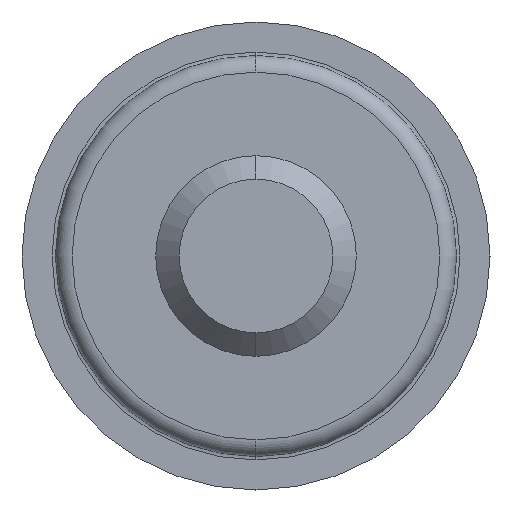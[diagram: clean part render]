
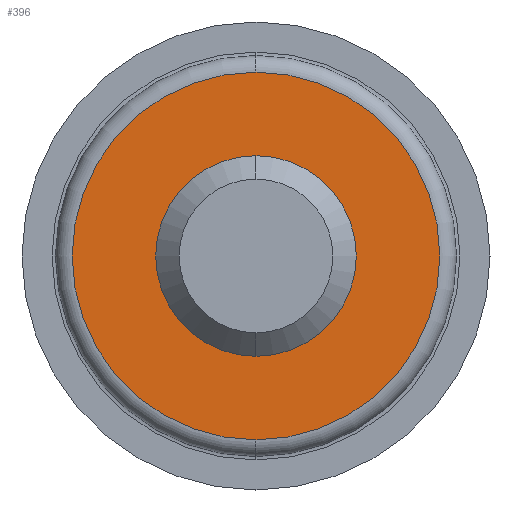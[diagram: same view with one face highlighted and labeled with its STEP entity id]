
A CAD part, left-side view. The second image highlights one B-rep face of the part: STEP entity #396.
In plain terms, the highlighted planar face has unit normal (-1, 0, 0).
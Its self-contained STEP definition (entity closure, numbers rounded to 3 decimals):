
#10 = AXIS2_PLACEMENT_3D ( 'NONE', #427, #902, #522 ) ;
#38 = VERTEX_POINT ( 'NONE', #909 ) ;
#91 = EDGE_LOOP ( 'NONE', ( #157, #992 ) ) ;
#92 = CARTESIAN_POINT ( 'NONE',  ( -12., 0., -2.7 ) ) ;
#100 = AXIS2_PLACEMENT_3D ( 'NONE', #444, #983, #526 ) ;
#153 = PLANE ( 'NONE',  #100 ) ;
#157 = ORIENTED_EDGE ( 'NONE', *, *, #657, .F. ) ;
#189 = DIRECTION ( 'NONE',  ( 0., 0., 1. ) ) ;
#195 = EDGE_CURVE ( 'NONE', #234, #1115, #295, .T. ) ;
#234 = VERTEX_POINT ( 'NONE', #415 ) ;
#246 = CARTESIAN_POINT ( 'NONE',  ( -12., 0., -5.5 ) ) ;
#295 = CIRCLE ( 'NONE', #717, 5.5 ) ;
#301 = CIRCLE ( 'NONE', #10, 2.7 ) ;
#327 = EDGE_LOOP ( 'NONE', ( #817, #1075 ) ) ;
#352 = FACE_OUTER_BOUND ( 'NONE', #327, .T. ) ;
#357 = DIRECTION ( 'NONE',  ( 0., 0., 1. ) ) ;
#381 = EDGE_CURVE ( 'NONE', #519, #38, #301, .T. ) ;
#387 = DIRECTION ( 'NONE',  ( 0., 0., 1. ) ) ;
#396 = ADVANCED_FACE ( 'NONE', ( #1138, #352 ), #153, .F. ) ;
#415 = CARTESIAN_POINT ( 'NONE',  ( -12., 0., 5.5 ) ) ;
#427 = CARTESIAN_POINT ( 'NONE',  ( -12., 0., 0. ) ) ;
#432 = CIRCLE ( 'NONE', #1029, 2.7 ) ;
#444 = CARTESIAN_POINT ( 'NONE',  ( -12., 5.5, 0. ) ) ;
#519 = VERTEX_POINT ( 'NONE', #92 ) ;
#522 = DIRECTION ( 'NONE',  ( 0., 0., 1. ) ) ;
#526 = DIRECTION ( 'NONE',  ( 0., 0., -1. ) ) ;
#575 = CARTESIAN_POINT ( 'NONE',  ( -12., 0., 0. ) ) ;
#657 = EDGE_CURVE ( 'NONE', #38, #519, #432, .T. ) ;
#665 = DIRECTION ( 'NONE',  ( -1., 0., 0. ) ) ;
#681 = CARTESIAN_POINT ( 'NONE',  ( -12., 0., 0. ) ) ;
#717 = AXIS2_PLACEMENT_3D ( 'NONE', #575, #1042, #189 ) ;
#738 = DIRECTION ( 'NONE',  ( -1., 0., 0. ) ) ;
#817 = ORIENTED_EDGE ( 'NONE', *, *, #195, .T. ) ;
#902 = DIRECTION ( 'NONE',  ( -1., 0., 0. ) ) ;
#909 = CARTESIAN_POINT ( 'NONE',  ( -12., 0., 2.7 ) ) ;
#947 = CIRCLE ( 'NONE', #1021, 5.5 ) ;
#983 = DIRECTION ( 'NONE',  ( 1., 0., 0. ) ) ;
#992 = ORIENTED_EDGE ( 'NONE', *, *, #381, .F. ) ;
#1021 = AXIS2_PLACEMENT_3D ( 'NONE', #1113, #738, #357 ) ;
#1029 = AXIS2_PLACEMENT_3D ( 'NONE', #681, #665, #387 ) ;
#1042 = DIRECTION ( 'NONE',  ( -1., 0., 0. ) ) ;
#1075 = ORIENTED_EDGE ( 'NONE', *, *, #1131, .T. ) ;
#1113 = CARTESIAN_POINT ( 'NONE',  ( -12., 0., 0. ) ) ;
#1115 = VERTEX_POINT ( 'NONE', #246 ) ;
#1131 = EDGE_CURVE ( 'NONE', #1115, #234, #947, .T. ) ;
#1138 = FACE_BOUND ( 'NONE', #91, .T. ) ;
